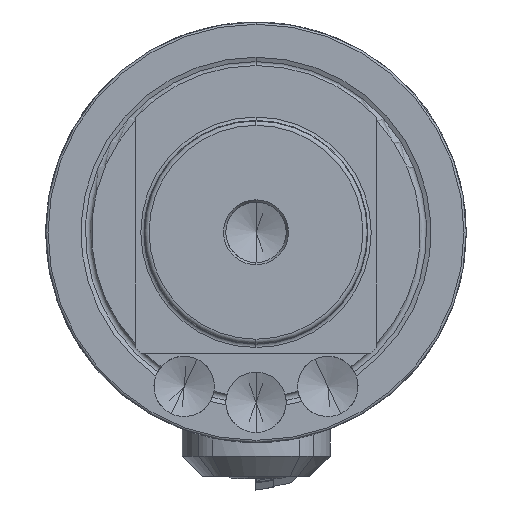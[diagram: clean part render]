
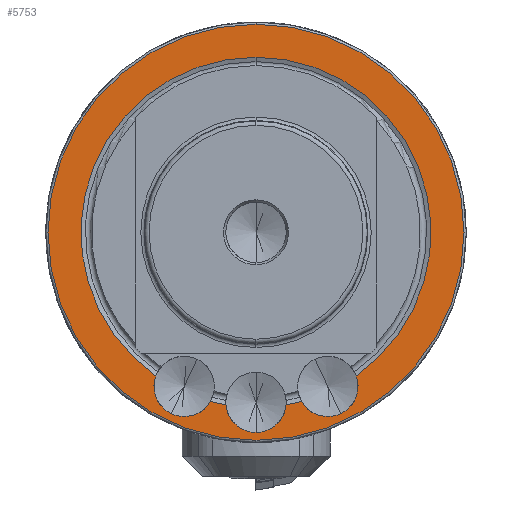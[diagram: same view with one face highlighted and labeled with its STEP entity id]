
A CAD part, left-side view. The second image highlights one B-rep face of the part: STEP entity #5753.
In plain terms, the highlighted planar face has unit normal (-1, 0, 0).
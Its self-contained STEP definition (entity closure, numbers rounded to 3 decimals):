
#40 = DIRECTION ( 'NONE',  ( 0., 0., -1. ) ) ;
#170 = DIRECTION ( 'NONE',  ( 1., 0., 0. ) ) ;
#607 = VERTEX_POINT ( 'NONE', #37005 ) ;
#694 = CARTESIAN_POINT ( 'NONE',  ( 0., 0., 39.126 ) ) ;
#985 = AXIS2_PLACEMENT_3D ( 'NONE', #31607, #13808, #34585 ) ;
#1250 = PLANE ( 'NONE',  #24353 ) ;
#1896 = EDGE_CURVE ( 'NONE', #16052, #5476, #9042, .T. ) ;
#3024 = CIRCLE ( 'NONE', #35776, 6.75 ) ;
#3076 = CARTESIAN_POINT ( 'NONE',  ( 0., 0., 0. ) ) ;
#3097 = CARTESIAN_POINT ( 'NONE',  ( 0., 16.059, -34.44 ) ) ;
#3421 = CARTESIAN_POINT ( 'NONE',  ( 0., 0., -44.75 ) ) ;
#3569 = CARTESIAN_POINT ( 'NONE',  ( 0., 6.728, -38.543 ) ) ;
#3795 = ORIENTED_EDGE ( 'NONE', *, *, #11630, .F. ) ;
#3864 = CARTESIAN_POINT ( 'NONE',  ( 0., 22.387, -32.089 ) ) ;
#3970 = CARTESIAN_POINT ( 'NONE',  ( 0., -6.728, -38.543 ) ) ;
#4238 = DIRECTION ( 'NONE',  ( -1., 0., 0. ) ) ;
#4424 = VERTEX_POINT ( 'NONE', #26263 ) ;
#4597 = VERTEX_POINT ( 'NONE', #3970 ) ;
#5322 = CARTESIAN_POINT ( 'NONE',  ( 0., 16.059, -34.44 ) ) ;
#5476 = VERTEX_POINT ( 'NONE', #27548 ) ;
#5482 = DIRECTION ( 'NONE',  ( -1., 0., 0. ) ) ;
#5628 = DIRECTION ( 'NONE',  ( 1., 0., 0. ) ) ;
#5753 = ADVANCED_FACE ( 'NONE', ( #27322, #35177 ), #1250, .F. ) ;
#6024 = CIRCLE ( 'NONE', #37412, 39.126 ) ;
#6089 = DIRECTION ( 'NONE',  ( 0., 0., 1. ) ) ;
#6107 = DIRECTION ( 'NONE',  ( 0., 0., -1. ) ) ;
#7337 = ORIENTED_EDGE ( 'NONE', *, *, #33730, .T. ) ;
#7967 = CARTESIAN_POINT ( 'NONE',  ( 0., 10.191, -37.776 ) ) ;
#8011 = AXIS2_PLACEMENT_3D ( 'NONE', #5322, #26146, #8323 ) ;
#8323 = DIRECTION ( 'NONE',  ( 0., 0., -1. ) ) ;
#9042 = CIRCLE ( 'NONE', #15983, 6.75 ) ;
#9311 = AXIS2_PLACEMENT_3D ( 'NONE', #30655, #12848, #33626 ) ;
#10009 = VERTEX_POINT ( 'NONE', #3421 ) ;
#10041 = VERTEX_POINT ( 'NONE', #3569 ) ;
#10365 = CIRCLE ( 'NONE', #35811, 46.5 ) ;
#10641 = EDGE_CURVE ( 'NONE', #607, #4424, #13517, .T. ) ;
#11630 = EDGE_CURVE ( 'NONE', #16052, #12749, #6024, .T. ) ;
#11730 = CIRCLE ( 'NONE', #18198, 6.75 ) ;
#12339 = ORIENTED_EDGE ( 'NONE', *, *, #26500, .T. ) ;
#12749 = VERTEX_POINT ( 'NONE', #15135 ) ;
#12848 = DIRECTION ( 'NONE',  ( 1., 0., 0. ) ) ;
#12926 = ORIENTED_EDGE ( 'NONE', *, *, #14947, .T. ) ;
#13066 = CARTESIAN_POINT ( 'NONE',  ( 0., 18.912, -40.557 ) ) ;
#13134 = ORIENTED_EDGE ( 'NONE', *, *, #32273, .F. ) ;
#13338 = VERTEX_POINT ( 'NONE', #14375 ) ;
#13401 = DIRECTION ( 'NONE',  ( -1., 0., 0. ) ) ;
#13517 = CIRCLE ( 'NONE', #985, 46.5 ) ;
#13808 = DIRECTION ( 'NONE',  ( -1., 0., 0. ) ) ;
#14288 = CARTESIAN_POINT ( 'NONE',  ( 0., 0., 0. ) ) ;
#14371 = CARTESIAN_POINT ( 'NONE',  ( 0., 0., -38. ) ) ;
#14375 = CARTESIAN_POINT ( 'NONE',  ( 0., -10.191, -37.776 ) ) ;
#14947 = EDGE_CURVE ( 'NONE', #17373, #26501, #3024, .T. ) ;
#15135 = CARTESIAN_POINT ( 'NONE',  ( 0., 0., 39.126 ) ) ;
#15983 = AXIS2_PLACEMENT_3D ( 'NONE', #34291, #33894, #33633 ) ;
#16052 = VERTEX_POINT ( 'NONE', #32973 ) ;
#16540 = AXIS2_PLACEMENT_3D ( 'NONE', #14371, #35136, #17328 ) ;
#16784 = CIRCLE ( 'NONE', #8011, 6.75 ) ;
#17254 = DIRECTION ( 'NONE',  ( 0., 0., 1. ) ) ;
#17328 = DIRECTION ( 'NONE',  ( 0., 0., -1. ) ) ;
#17373 = VERTEX_POINT ( 'NONE', #13066 ) ;
#17721 = EDGE_CURVE ( 'NONE', #5476, #13338, #11730, .T. ) ;
#18198 = AXIS2_PLACEMENT_3D ( 'NONE', #23477, #5628, #26463 ) ;
#18618 = CIRCLE ( 'NONE', #33765, 39.126 ) ;
#18789 = EDGE_LOOP ( 'NONE', ( #22549, #37657 ) ) ;
#19902 = ORIENTED_EDGE ( 'NONE', *, *, #17721, .T. ) ;
#21275 = EDGE_CURVE ( 'NONE', #10009, #10041, #34380, .T. ) ;
#22118 = CARTESIAN_POINT ( 'NONE',  ( 0., 0., 0. ) ) ;
#22338 = CIRCLE ( 'NONE', #28965, 39.126 ) ;
#22549 = ORIENTED_EDGE ( 'NONE', *, *, #10641, .T. ) ;
#23330 = CARTESIAN_POINT ( 'NONE',  ( 0., 0., 0. ) ) ;
#23477 = CARTESIAN_POINT ( 'NONE',  ( 0., -16.059, -34.44 ) ) ;
#23943 = DIRECTION ( 'NONE',  ( -1., 0., 0. ) ) ;
#23961 = DIRECTION ( 'NONE',  ( 1., 0., 0. ) ) ;
#24353 = AXIS2_PLACEMENT_3D ( 'NONE', #694, #170, #40 ) ;
#25105 = DIRECTION ( 'NONE',  ( 0., 0., 1. ) ) ;
#25578 = VERTEX_POINT ( 'NONE', #7967 ) ;
#26146 = DIRECTION ( 'NONE',  ( 1., 0., 0. ) ) ;
#26242 = CIRCLE ( 'NONE', #9311, 6.75 ) ;
#26263 = CARTESIAN_POINT ( 'NONE',  ( 0., 0., -46.5 ) ) ;
#26297 = DIRECTION ( 'NONE',  ( 0., 0., 1. ) ) ;
#26463 = DIRECTION ( 'NONE',  ( 0., 0., -1. ) ) ;
#26500 = EDGE_CURVE ( 'NONE', #4597, #10009, #26242, .T. ) ;
#26501 = VERTEX_POINT ( 'NONE', #3864 ) ;
#27322 = FACE_BOUND ( 'NONE', #29044, .T. ) ;
#27548 = CARTESIAN_POINT ( 'NONE',  ( 0., -18.912, -40.557 ) ) ;
#28965 = AXIS2_PLACEMENT_3D ( 'NONE', #14288, #35055, #17254 ) ;
#29044 = EDGE_LOOP ( 'NONE', ( #33753, #7337, #12926, #36921, #3795, #34357, #19902, #13134, #12339, #36234 ) ) ;
#29479 = EDGE_CURVE ( 'NONE', #25578, #10041, #18618, .T. ) ;
#30655 = CARTESIAN_POINT ( 'NONE',  ( 0., 0., -38. ) ) ;
#31187 = CARTESIAN_POINT ( 'NONE',  ( 0., 0., 0. ) ) ;
#31607 = CARTESIAN_POINT ( 'NONE',  ( 0., 0., 0. ) ) ;
#32001 = EDGE_CURVE ( 'NONE', #4424, #607, #10365, .T. ) ;
#32273 = EDGE_CURVE ( 'NONE', #4597, #13338, #34515, .T. ) ;
#32973 = CARTESIAN_POINT ( 'NONE',  ( 0., -22.387, -32.089 ) ) ;
#33626 = DIRECTION ( 'NONE',  ( 0., 0., -1. ) ) ;
#33633 = DIRECTION ( 'NONE',  ( 0., 0., -1. ) ) ;
#33730 = EDGE_CURVE ( 'NONE', #25578, #17373, #16784, .T. ) ;
#33753 = ORIENTED_EDGE ( 'NONE', *, *, #29479, .F. ) ;
#33765 = AXIS2_PLACEMENT_3D ( 'NONE', #22118, #4238, #25105 ) ;
#33894 = DIRECTION ( 'NONE',  ( 1., 0., 0. ) ) ;
#34167 = DIRECTION ( 'NONE',  ( 0., 0., 1. ) ) ;
#34291 = CARTESIAN_POINT ( 'NONE',  ( 0., -16.059, -34.44 ) ) ;
#34357 = ORIENTED_EDGE ( 'NONE', *, *, #1896, .T. ) ;
#34380 = CIRCLE ( 'NONE', #16540, 6.75 ) ;
#34515 = CIRCLE ( 'NONE', #35071, 39.126 ) ;
#34585 = DIRECTION ( 'NONE',  ( 0., 0., 1. ) ) ;
#35055 = DIRECTION ( 'NONE',  ( -1., 0., 0. ) ) ;
#35071 = AXIS2_PLACEMENT_3D ( 'NONE', #3076, #23943, #6089 ) ;
#35136 = DIRECTION ( 'NONE',  ( 1., 0., 0. ) ) ;
#35177 = FACE_OUTER_BOUND ( 'NONE', #18789, .T. ) ;
#35300 = EDGE_CURVE ( 'NONE', #12749, #26501, #22338, .T. ) ;
#35776 = AXIS2_PLACEMENT_3D ( 'NONE', #3097, #23961, #6107 ) ;
#35811 = AXIS2_PLACEMENT_3D ( 'NONE', #31187, #13401, #34167 ) ;
#36234 = ORIENTED_EDGE ( 'NONE', *, *, #21275, .T. ) ;
#36921 = ORIENTED_EDGE ( 'NONE', *, *, #35300, .F. ) ;
#37005 = CARTESIAN_POINT ( 'NONE',  ( 0., 0., 46.5 ) ) ;
#37412 = AXIS2_PLACEMENT_3D ( 'NONE', #23330, #5482, #26297 ) ;
#37657 = ORIENTED_EDGE ( 'NONE', *, *, #32001, .T. ) ;
